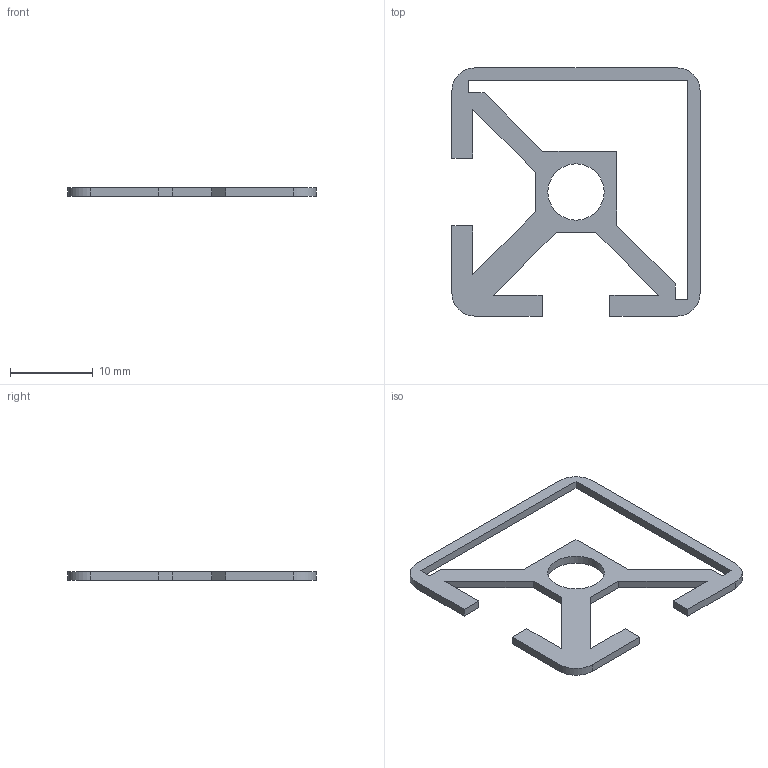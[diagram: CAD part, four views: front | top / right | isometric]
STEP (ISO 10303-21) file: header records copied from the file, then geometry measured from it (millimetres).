
FILE_DESCRIPTION((''),'2;1');
FILE_NAME('SP152_extern.ipt.step','2007-09-10T15:09:10',(''),(''),'Autodesk Inventor 11','Autodesk Inventor 11','');
FILE_SCHEMA(('AUTOMOTIVE_DESIGN { 1 0 10303 214 1 1 1 1 }'));
Length unit declared in the file: millimetre
Products named in the file (1): SP152_extern
Bounding box: 30 x 30 x 1 mm (x, y, z)
Volume: 323.2 mm3; surface area: 950.5 mm2
Topology: 1 solids, 1 shells, 37 faces, 106 edges, 71 vertices
Faces by surface type: plane 32, cylinder 4, bspline 1
Entity records: 1228 total; most frequent: CARTESIAN_POINT 229, ORIENTED_EDGE 208, DIRECTION 188, EDGE_CURVE 104, VECTOR 94, LINE 94, VERTEX_POINT 70, AXIS2_PLACEMENT_3D 47
